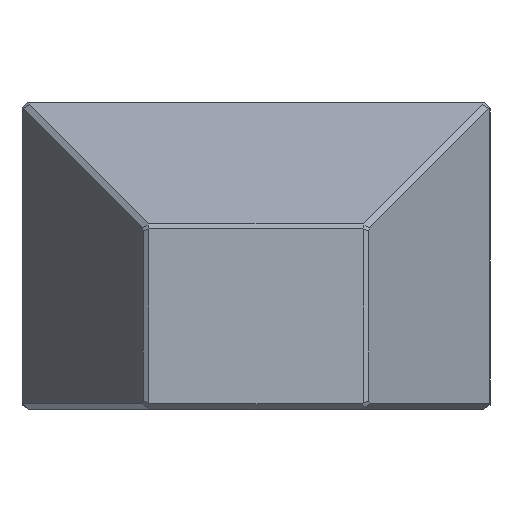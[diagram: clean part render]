
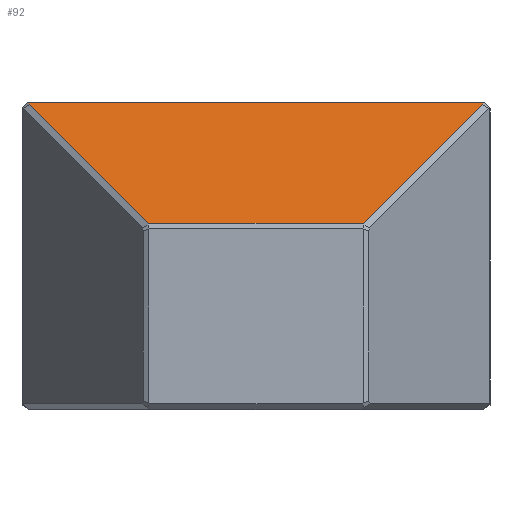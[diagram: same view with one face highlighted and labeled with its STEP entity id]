
A CAD part, left-side view. The second image highlights one B-rep face of the part: STEP entity #92.
In plain terms, the highlighted planar face has unit normal (-0.5, 0, 0.866).
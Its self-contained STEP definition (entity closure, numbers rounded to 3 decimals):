
#92 = ADVANCED_FACE( '', ( #180 ), #181, .T. );
#180 = FACE_OUTER_BOUND( '', #320, .T. );
#181 = PLANE( '', #321 );
#320 = EDGE_LOOP( '', ( #607, #608, #609, #610, #611, #612 ) );
#321 = AXIS2_PLACEMENT_3D( '', #613, #614, #615 );
#607 = ORIENTED_EDGE( '', *, *, #1118, .T. );
#608 = ORIENTED_EDGE( '', *, *, #1119, .T. );
#609 = ORIENTED_EDGE( '', *, *, #1120, .T. );
#610 = ORIENTED_EDGE( '', *, *, #1121, .T. );
#611 = ORIENTED_EDGE( '', *, *, #1122, .T. );
#612 = ORIENTED_EDGE( '', *, *, #1123, .T. );
#613 = CARTESIAN_POINT( '', ( -43., -19., 15. ) );
#614 = DIRECTION( '', ( -0.5, 0., 0.866 ) );
#615 = DIRECTION( '', ( 0.866, 0., 0.5 ) );
#1118 = EDGE_CURVE( '', #1390, #1391, #1392, .T. );
#1119 = EDGE_CURVE( '', #1391, #1393, #1394, .T. );
#1120 = EDGE_CURVE( '', #1393, #1395, #1396, .T. );
#1121 = EDGE_CURVE( '', #1395, #1397, #1398, .T. );
#1122 = EDGE_CURVE( '', #1397, #1399, #1400, .T. );
#1123 = EDGE_CURVE( '', #1399, #1390, #1401, .T. );
#1390 = VERTEX_POINT( '', #1804 );
#1391 = VERTEX_POINT( '', #1805 );
#1392 = LINE( '', #1806, #1807 );
#1393 = VERTEX_POINT( '', #1808 );
#1394 = LINE( '', #1809, #1810 );
#1395 = VERTEX_POINT( '', #1811 );
#1396 = LINE( '', #1812, #1813 );
#1397 = VERTEX_POINT( '', #1814 );
#1398 = LINE( '', #1815, #1816 );
#1399 = VERTEX_POINT( '', #1817 );
#1400 = LINE( '', #1818, #1819 );
#1401 = LINE( '', #1820, #1821 );
#1804 = CARTESIAN_POINT( '', ( -25.796, -18.43, 24.933 ) );
#1805 = CARTESIAN_POINT( '', ( -25.796, 18.43, 24.933 ) );
#1806 = CARTESIAN_POINT( '', ( -25.796, -19., 24.933 ) );
#1807 = VECTOR( '', #2140, 1000. );
#1808 = CARTESIAN_POINT( '', ( -25.997, 18.384, 24.817 ) );
#1809 = CARTESIAN_POINT( '', ( -48.598, 13.134, 11.768 ) );
#1810 = VECTOR( '', #2141, 1000. );
#1811 = CARTESIAN_POINT( '', ( -42.75, 8.711, 15.144 ) );
#1812 = CARTESIAN_POINT( '', ( -52.549, 3.054, 9.487 ) );
#1813 = VECTOR( '', #2142, 1000. );
#1814 = CARTESIAN_POINT( '', ( -42.75, -8.711, 15.144 ) );
#1815 = CARTESIAN_POINT( '', ( -42.75, -19., 15.144 ) );
#1816 = VECTOR( '', #2143, 1000. );
#1817 = CARTESIAN_POINT( '', ( -25.997, -18.384, 24.817 ) );
#1818 = CARTESIAN_POINT( '', ( -39.386, -10.654, 17.087 ) );
#1819 = VECTOR( '', #2144, 1000. );
#1820 = CARTESIAN_POINT( '', ( -42.236, -14.612, 15.441 ) );
#1821 = VECTOR( '', #2145, 1000. );
#2140 = DIRECTION( '', ( 0., 1., 0. ) );
#2141 = DIRECTION( '', ( -0.849, -0.197, -0.49 ) );
#2142 = DIRECTION( '', ( -0.775, -0.447, -0.447 ) );
#2143 = DIRECTION( '', ( 0., -1., 0. ) );
#2144 = DIRECTION( '', ( 0.775, -0.447, 0.447 ) );
#2145 = DIRECTION( '', ( 0.849, -0.197, 0.49 ) );
